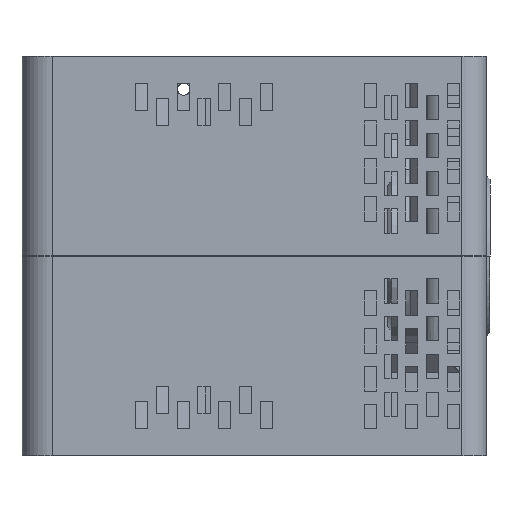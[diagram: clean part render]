
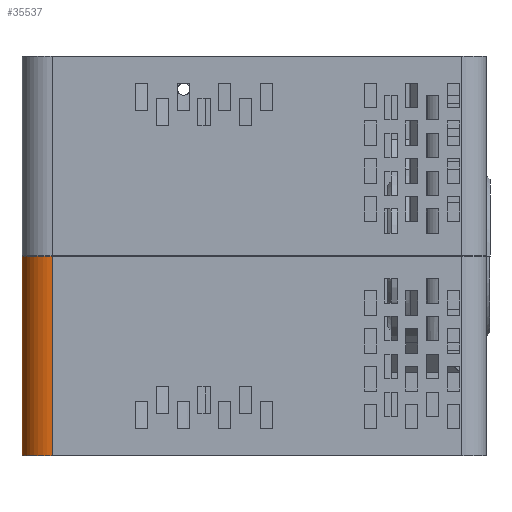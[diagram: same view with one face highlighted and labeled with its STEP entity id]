
A CAD part, left-side view. The second image highlights one B-rep face of the part: STEP entity #35537.
In plain terms, the highlighted cylindrical face has radius 5 mm (diameter 10 mm), a partial arc.
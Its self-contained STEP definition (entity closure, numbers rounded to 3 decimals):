
#3327=LINE('',#51919,#7902);
#3484=LINE('',#52270,#8059);
#7902=VECTOR('',#40707,32.7);
#8059=VECTOR('',#40984,32.7);
#11226=CYLINDRICAL_SURFACE('',#37417,5.);
#11430=FACE_OUTER_BOUND('',#13451,.T.);
#13451=EDGE_LOOP('',(#26725,#26726,#26727,#26728));
#15410=CIRCLE('',#37331,5.);
#15419=CIRCLE('',#37343,5.);
#16980=VERTEX_POINT('',#50085);
#16981=VERTEX_POINT('',#50087);
#17168=VERTEX_POINT('',#51534);
#17169=VERTEX_POINT('',#51536);
#20555=EDGE_CURVE('',#16980,#16981,#15410,.T.);
#20751=EDGE_CURVE('',#17169,#17168,#15419,.T.);
#20944=EDGE_CURVE('',#16980,#17169,#3327,.T.);
#21116=EDGE_CURVE('',#16981,#17168,#3484,.T.);
#26725=ORIENTED_EDGE('',*,*,#20555,.F.);
#26726=ORIENTED_EDGE('',*,*,#20944,.T.);
#26727=ORIENTED_EDGE('',*,*,#20751,.T.);
#26728=ORIENTED_EDGE('',*,*,#21116,.F.);
#35537=ADVANCED_FACE('',(#11430),#11226,.T.);
#37331=AXIS2_PLACEMENT_3D('',#50088,#40356,#40357);
#37343=AXIS2_PLACEMENT_3D('',#51537,#40490,#40491);
#37417=AXIS2_PLACEMENT_3D('',#52269,#40982,#40983);
#40356=DIRECTION('center_axis',(0.,0.,-1.));
#40357=DIRECTION('ref_axis',(-1.,0.,0.));
#40490=DIRECTION('center_axis',(0.,0.,-1.));
#40491=DIRECTION('ref_axis',(-1.,0.,0.));
#40707=DIRECTION('',(0.,0.,1.));
#40982=DIRECTION('center_axis',(0.,0.,1.));
#40983=DIRECTION('ref_axis',(-1.,0.,0.));
#40984=DIRECTION('',(0.,0.,1.));
#50085=CARTESIAN_POINT('',(-49.188,71.,-32.745));
#50087=CARTESIAN_POINT('',(-39.839,73.467,-32.745));
#50088=CARTESIAN_POINT('Origin',(-44.188,71.,-32.745));
#51534=CARTESIAN_POINT('',(-39.839,73.467,-0.045));
#51536=CARTESIAN_POINT('',(-49.188,71.,-0.045));
#51537=CARTESIAN_POINT('Origin',(-44.188,71.,-0.045));
#51919=CARTESIAN_POINT('',(-49.188,71.,-32.745));
#52269=CARTESIAN_POINT('Origin',(-44.188,71.,-32.745));
#52270=CARTESIAN_POINT('',(-39.839,73.467,-32.745));
